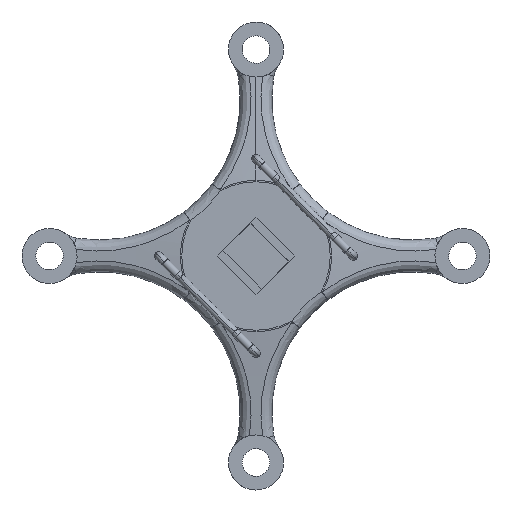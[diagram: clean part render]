
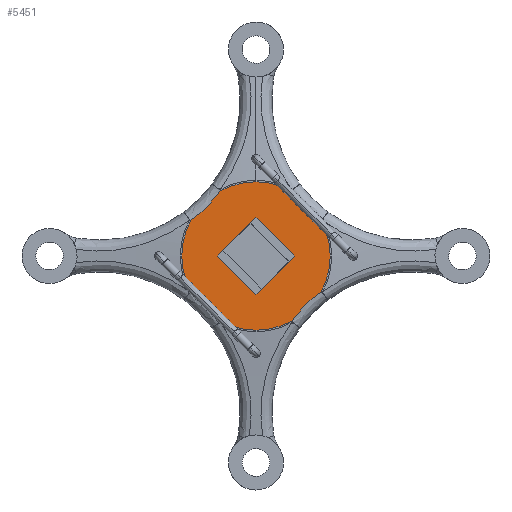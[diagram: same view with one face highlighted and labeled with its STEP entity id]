
A CAD part, front view. The second image highlights one B-rep face of the part: STEP entity #5451.
In plain terms, the highlighted free-form (B-spline) face has degree [1, 1] with [2, 2] control points.
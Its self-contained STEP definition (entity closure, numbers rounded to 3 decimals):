
#1162 = VERTEX_POINT('',#1163);
#1163 = CARTESIAN_POINT('',(0.,-13.137,-28.329));
#1169 = EDGE_CURVE('',#1170,#1162,#1172,.T.);
#1170 = VERTEX_POINT('',#1171);
#1171 = CARTESIAN_POINT('',(-13.504,-13.137,
    -24.903));
#1172 = ( BOUNDED_CURVE() B_SPLINE_CURVE(2,(#1173,#1174,#1175),
.UNSPECIFIED.,.F.,.F.) B_SPLINE_CURVE_WITH_KNOTS((3,3),(5.786,
6.283),.PIECEWISE_BEZIER_KNOTS.) CURVE() 
GEOMETRIC_REPRESENTATION_ITEM() RATIONAL_B_SPLINE_CURVE((1.,
0.969,1.)) REPRESENTATION_ITEM('') );
#1173 = CARTESIAN_POINT('',(-13.504,-13.137,
    -24.903));
#1174 = CARTESIAN_POINT('',(-7.187,-13.137,
    -28.329));
#1175 = CARTESIAN_POINT('',(0.,-13.137,
    -28.329));
#5451 = ADVANCED_FACE('',(#5452,#5517),#5547,.T.);
#5452 = FACE_BOUND('',#5453,.T.);
#5453 = EDGE_LOOP('',(#5454,#5464,#5470,#5471,#5479,#5487,#5495,#5503,
    #5511));
#5454 = ORIENTED_EDGE('',*,*,#5455,.T.);
#5455 = EDGE_CURVE('',#5456,#5458,#5460,.T.);
#5456 = VERTEX_POINT('',#5457);
#5457 = CARTESIAN_POINT('',(-24.903,-13.137,
    13.504));
#5458 = VERTEX_POINT('',#5459);
#5459 = CARTESIAN_POINT('',(-24.903,-13.137,
    -13.504));
#5460 = ( BOUNDED_CURVE() B_SPLINE_CURVE(2,(#5461,#5462,#5463),
.UNSPECIFIED.,.F.,.F.) B_SPLINE_CURVE_WITH_KNOTS((3,3),(4.215,
5.209),.PIECEWISE_BEZIER_KNOTS.) CURVE() 
GEOMETRIC_REPRESENTATION_ITEM() RATIONAL_B_SPLINE_CURVE((1.,
0.879,1.)) REPRESENTATION_ITEM('') );
#5461 = CARTESIAN_POINT('',(-24.903,-13.137,
    13.504));
#5462 = CARTESIAN_POINT('',(-32.226,-13.137,
    0.));
#5463 = CARTESIAN_POINT('',(-24.903,-13.137,
    -13.504));
#5464 = ORIENTED_EDGE('',*,*,#5465,.T.);
#5465 = EDGE_CURVE('',#5458,#1170,#5466,.T.);
#5466 = ( BOUNDED_CURVE() B_SPLINE_CURVE(2,(#5467,#5468,#5469),
.UNSPECIFIED.,.F.,.F.) B_SPLINE_CURVE_WITH_KNOTS((3,3),(3.787,
4.067),.PIECEWISE_BEZIER_KNOTS.) CURVE() 
GEOMETRIC_REPRESENTATION_ITEM() RATIONAL_B_SPLINE_CURVE((1.,
0.99,1.)) REPRESENTATION_ITEM('') );
#5467 = CARTESIAN_POINT('',(-24.903,-13.137,
    -13.504));
#5468 = CARTESIAN_POINT('',(-18.401,-13.137,
    -18.401));
#5469 = CARTESIAN_POINT('',(-13.504,-13.137,
    -24.903));
#5470 = ORIENTED_EDGE('',*,*,#1169,.T.);
#5471 = ORIENTED_EDGE('',*,*,#5472,.T.);
#5472 = EDGE_CURVE('',#1162,#5473,#5475,.T.);
#5473 = VERTEX_POINT('',#5474);
#5474 = CARTESIAN_POINT('',(13.504,-13.137,
    -24.903));
#5475 = ( BOUNDED_CURVE() B_SPLINE_CURVE(2,(#5476,#5477,#5478),
.UNSPECIFIED.,.F.,.F.) B_SPLINE_CURVE_WITH_KNOTS((3,3),(0.,0.497
),.PIECEWISE_BEZIER_KNOTS.) CURVE() GEOMETRIC_REPRESENTATION_ITEM() 
RATIONAL_B_SPLINE_CURVE((1.,0.969,1.)) REPRESENTATION_ITEM('') 
  );
#5476 = CARTESIAN_POINT('',(0.,-13.137,-28.329));
#5477 = CARTESIAN_POINT('',(7.187,-13.137,
    -28.329));
#5478 = CARTESIAN_POINT('',(13.504,-13.137,
    -24.903));
#5479 = ORIENTED_EDGE('',*,*,#5480,.T.);
#5480 = EDGE_CURVE('',#5473,#5481,#5483,.T.);
#5481 = VERTEX_POINT('',#5482);
#5482 = CARTESIAN_POINT('',(24.903,-13.137,
    -13.504));
#5483 = ( BOUNDED_CURVE() B_SPLINE_CURVE(2,(#5484,#5485,#5486),
.UNSPECIFIED.,.F.,.F.) B_SPLINE_CURVE_WITH_KNOTS((3,3),(2.216,
2.496),.PIECEWISE_BEZIER_KNOTS.) CURVE() 
GEOMETRIC_REPRESENTATION_ITEM() RATIONAL_B_SPLINE_CURVE((1.,
0.99,1.)) REPRESENTATION_ITEM('') );
#5484 = CARTESIAN_POINT('',(13.504,-13.137,
    -24.903));
#5485 = CARTESIAN_POINT('',(18.401,-13.137,
    -18.401));
#5486 = CARTESIAN_POINT('',(24.903,-13.137,
    -13.504));
#5487 = ORIENTED_EDGE('',*,*,#5488,.T.);
#5488 = EDGE_CURVE('',#5481,#5489,#5491,.T.);
#5489 = VERTEX_POINT('',#5490);
#5490 = CARTESIAN_POINT('',(24.903,-13.137,
    13.504));
#5491 = ( BOUNDED_CURVE() B_SPLINE_CURVE(2,(#5492,#5493,#5494),
.UNSPECIFIED.,.F.,.F.) B_SPLINE_CURVE_WITH_KNOTS((3,3),(1.074,
2.068),.PIECEWISE_BEZIER_KNOTS.) CURVE() 
GEOMETRIC_REPRESENTATION_ITEM() RATIONAL_B_SPLINE_CURVE((1.,
0.879,1.)) REPRESENTATION_ITEM('') );
#5492 = CARTESIAN_POINT('',(24.903,-13.137,
    -13.504));
#5493 = CARTESIAN_POINT('',(32.226,-13.137,
    0.));
#5494 = CARTESIAN_POINT('',(24.903,-13.137,
    13.504));
#5495 = ORIENTED_EDGE('',*,*,#5496,.T.);
#5496 = EDGE_CURVE('',#5489,#5497,#5499,.T.);
#5497 = VERTEX_POINT('',#5498);
#5498 = CARTESIAN_POINT('',(13.504,-13.137,
    24.903));
#5499 = ( BOUNDED_CURVE() B_SPLINE_CURVE(2,(#5500,#5501,#5502),
.UNSPECIFIED.,.F.,.F.) B_SPLINE_CURVE_WITH_KNOTS((3,3),(0.646,
0.925),.PIECEWISE_BEZIER_KNOTS.) CURVE() 
GEOMETRIC_REPRESENTATION_ITEM() RATIONAL_B_SPLINE_CURVE((1.,
0.99,1.)) REPRESENTATION_ITEM('') );
#5500 = CARTESIAN_POINT('',(24.903,-13.137,
    13.504));
#5501 = CARTESIAN_POINT('',(18.401,-13.137,
    18.401));
#5502 = CARTESIAN_POINT('',(13.504,-13.137,
    24.903));
#5503 = ORIENTED_EDGE('',*,*,#5504,.T.);
#5504 = EDGE_CURVE('',#5497,#5505,#5507,.T.);
#5505 = VERTEX_POINT('',#5506);
#5506 = CARTESIAN_POINT('',(-13.504,-13.137,
    24.903));
#5507 = ( BOUNDED_CURVE() B_SPLINE_CURVE(2,(#5508,#5509,#5510),
.UNSPECIFIED.,.F.,.F.) B_SPLINE_CURVE_WITH_KNOTS((3,3),(2.645,
3.638),.PIECEWISE_BEZIER_KNOTS.) CURVE() 
GEOMETRIC_REPRESENTATION_ITEM() RATIONAL_B_SPLINE_CURVE((1.,
0.879,1.)) REPRESENTATION_ITEM('') );
#5508 = CARTESIAN_POINT('',(13.504,-13.137,
    24.903));
#5509 = CARTESIAN_POINT('',(0.,-13.137,
    32.226));
#5510 = CARTESIAN_POINT('',(-13.504,-13.137,
    24.903));
#5511 = ORIENTED_EDGE('',*,*,#5512,.T.);
#5512 = EDGE_CURVE('',#5505,#5456,#5513,.T.);
#5513 = ( BOUNDED_CURVE() B_SPLINE_CURVE(2,(#5514,#5515,#5516),
.UNSPECIFIED.,.F.,.F.) B_SPLINE_CURVE_WITH_KNOTS((3,3),(5.358,
5.638),.PIECEWISE_BEZIER_KNOTS.) CURVE() 
GEOMETRIC_REPRESENTATION_ITEM() RATIONAL_B_SPLINE_CURVE((1.,
0.99,1.)) REPRESENTATION_ITEM('') );
#5514 = CARTESIAN_POINT('',(-13.504,-13.137,
    24.903));
#5515 = CARTESIAN_POINT('',(-18.401,-13.137,
    18.401));
#5516 = CARTESIAN_POINT('',(-24.903,-13.137,
    13.504));
#5517 = FACE_BOUND('',#5518,.T.);
#5518 = EDGE_LOOP('',(#5519,#5528,#5535,#5542));
#5519 = ORIENTED_EDGE('',*,*,#5520,.T.);
#5520 = EDGE_CURVE('',#5521,#5523,#5525,.T.);
#5521 = VERTEX_POINT('',#5522);
#5522 = CARTESIAN_POINT('',(0.,-13.137,
    -14.863));
#5523 = VERTEX_POINT('',#5524);
#5524 = CARTESIAN_POINT('',(-14.863,-13.137,
    0.));
#5525 = B_SPLINE_CURVE_WITH_KNOTS('',1,(#5526,#5527),.UNSPECIFIED.,.F.,
  .F.,(2,2),(-10.,10.),.PIECEWISE_BEZIER_KNOTS.);
#5526 = CARTESIAN_POINT('',(0.,-13.137,
    -14.863));
#5527 = CARTESIAN_POINT('',(-14.863,-13.137,
    0.));
#5528 = ORIENTED_EDGE('',*,*,#5529,.T.);
#5529 = EDGE_CURVE('',#5523,#5530,#5532,.T.);
#5530 = VERTEX_POINT('',#5531);
#5531 = CARTESIAN_POINT('',(0.,-13.137,
    14.863));
#5532 = B_SPLINE_CURVE_WITH_KNOTS('',1,(#5533,#5534),.UNSPECIFIED.,.F.,
  .F.,(2,2),(-10.,10.),.PIECEWISE_BEZIER_KNOTS.);
#5533 = CARTESIAN_POINT('',(-14.863,-13.137,
    0.));
#5534 = CARTESIAN_POINT('',(0.,-13.137,
    14.863));
#5535 = ORIENTED_EDGE('',*,*,#5536,.T.);
#5536 = EDGE_CURVE('',#5530,#5537,#5539,.T.);
#5537 = VERTEX_POINT('',#5538);
#5538 = CARTESIAN_POINT('',(14.863,-13.137,
    0.));
#5539 = B_SPLINE_CURVE_WITH_KNOTS('',1,(#5540,#5541),.UNSPECIFIED.,.F.,
  .F.,(2,2),(-10.,10.),.PIECEWISE_BEZIER_KNOTS.);
#5540 = CARTESIAN_POINT('',(0.,-13.137,
    14.863));
#5541 = CARTESIAN_POINT('',(14.863,-13.137,
    0.));
#5542 = ORIENTED_EDGE('',*,*,#5543,.T.);
#5543 = EDGE_CURVE('',#5537,#5521,#5544,.T.);
#5544 = B_SPLINE_CURVE_WITH_KNOTS('',1,(#5545,#5546),.UNSPECIFIED.,.F.,
  .F.,(2,2),(-10.,10.),.PIECEWISE_BEZIER_KNOTS.);
#5545 = CARTESIAN_POINT('',(14.863,-13.137,
    0.));
#5546 = CARTESIAN_POINT('',(0.,-13.137,
    -14.863));
#5547 = B_SPLINE_SURFACE_WITH_KNOTS('',1,1,(
    (#5548,#5549)
    ,(#5550,#5551
    )),.UNSPECIFIED.,.F.,.F.,.F.,(2,2),(2,2),(42.271,
    96.18),(-18.79,35.119),
  .PIECEWISE_BEZIER_KNOTS.);
#5548 = CARTESIAN_POINT('',(-28.329,-13.137,
    28.329));
#5549 = CARTESIAN_POINT('',(28.329,-13.137,
    28.329));
#5550 = CARTESIAN_POINT('',(-28.329,-13.137,
    -28.329));
#5551 = CARTESIAN_POINT('',(28.329,-13.137,
    -28.329));
